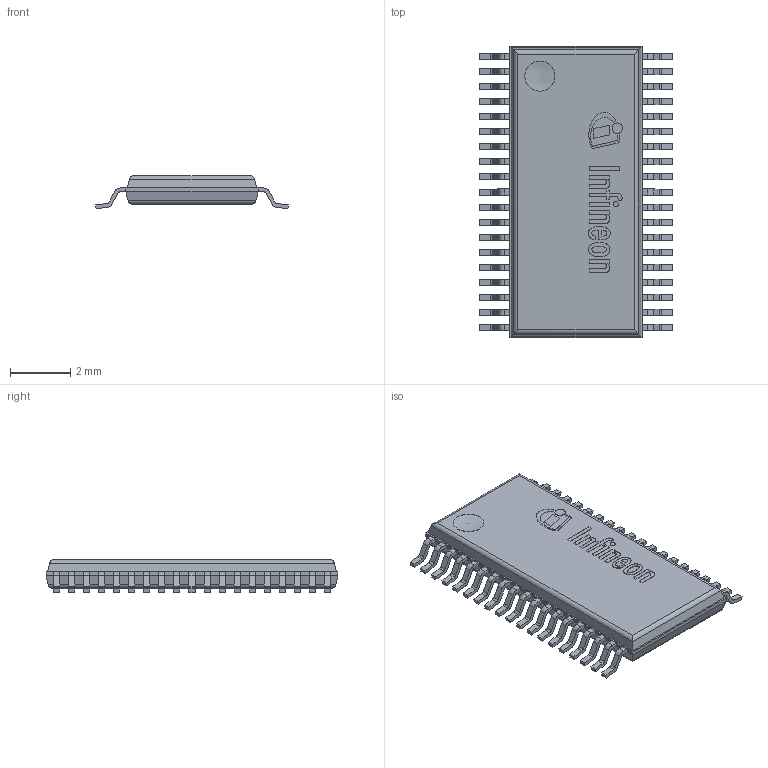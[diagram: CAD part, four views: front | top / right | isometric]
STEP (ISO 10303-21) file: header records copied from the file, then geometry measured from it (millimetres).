
FILE_DESCRIPTION(/* description */ (''),/* implementation_level */ '2;1');
FILE_NAME(/* name */ '1.stp',/* time_stamp */ '2024-06-21T14:38:04+05:30',/* author */ ('sivamani'),/* organization */ (''),/* preprocessor_version */ 'ST-DEVELOPER v19.2',/* originating_system */ 'AutoCAD Mechanical',/* authorisation */ '');
FILE_SCHEMA (('AUTOMOTIVE_DESIGN { 1 0 10303 214 3 1 1 }'));
Length unit declared in the file: millimetre
Products named in the file (1): Product
Bounding box: 6.4 x 9.7 x 1.11 mm (x, y, z)
Volume: 39.9 mm3; surface area: 311.8 mm2
Topology: 54 solids, 54 shells, 676 faces, 1695 edges, 1127 vertices
Faces by surface type: plane 489, cylinder 166, bspline 19, sphere 2
Full cylindrical faces by diameter (mm): 0.168 x1, 0.345 x1, 1 x2
Entity records: 20336 total; most frequent: CARTESIAN_POINT 3894, ORIENTED_EDGE 3388, DIRECTION 3299, EDGE_CURVE 1694, LINE 1333, VECTOR 1333, VERTEX_POINT 1127, AXIS2_PLACEMENT_3D 983
